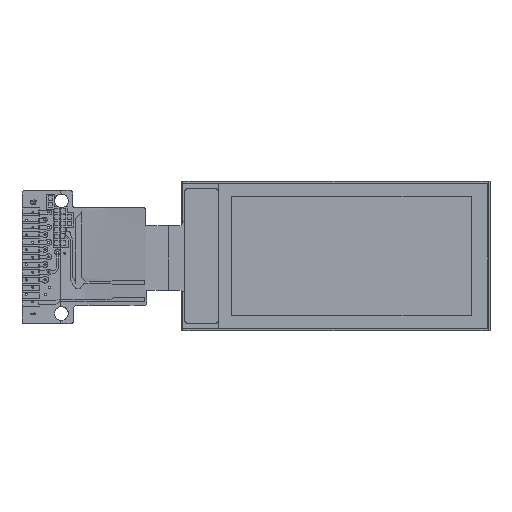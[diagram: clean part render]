
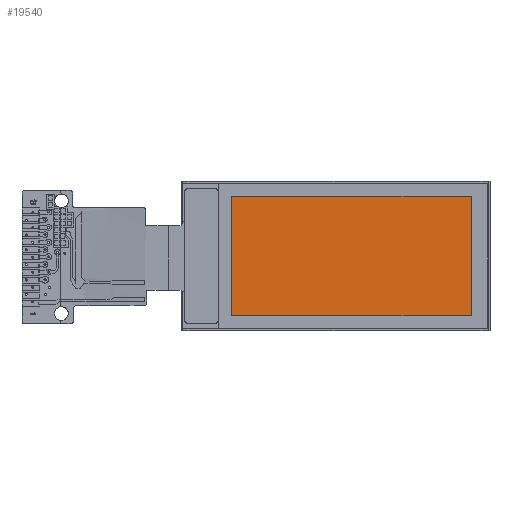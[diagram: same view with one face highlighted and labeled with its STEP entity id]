
A CAD part, top view. The second image highlights one B-rep face of the part: STEP entity #19540.
In plain terms, the highlighted planar face has unit normal (0, 0, 1).
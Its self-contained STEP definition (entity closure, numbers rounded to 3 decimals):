
#611=PLANE('',#20529);
#1555=LINE('',#28751,#2761);
#1557=LINE('',#28755,#2763);
#1559=LINE('',#28759,#2765);
#1561=LINE('',#28763,#2767);
#2761=VECTOR('',#22518,1000.);
#2763=VECTOR('',#22522,1000.);
#2765=VECTOR('',#22526,1000.);
#2767=VECTOR('',#22530,1000.);
#5258=ORIENTED_EDGE('',*,*,#8558,.F.);
#5259=ORIENTED_EDGE('',*,*,#8564,.F.);
#5260=ORIENTED_EDGE('',*,*,#8562,.F.);
#5261=ORIENTED_EDGE('',*,*,#8560,.F.);
#8558=EDGE_CURVE('',#10320,#10321,#1555,.T.);
#8560=EDGE_CURVE('',#10321,#10322,#1557,.T.);
#8562=EDGE_CURVE('',#10322,#10323,#1559,.T.);
#8564=EDGE_CURVE('',#10323,#10320,#1561,.T.);
#10320=VERTEX_POINT('',#28750);
#10321=VERTEX_POINT('',#28752);
#10322=VERTEX_POINT('',#28756);
#10323=VERTEX_POINT('',#28760);
#11901=EDGE_LOOP('',(#5258,#5259,#5260,#5261));
#12886=FACE_BOUND('',#11901,.T.);
#19540=ADVANCED_FACE('',(#12886),#611,.F.);
#20529=AXIS2_PLACEMENT_3D('',#28764,#22531,#22532);
#22518=DIRECTION('',(0.,1.,0.));
#22522=DIRECTION('',(1.,0.,0.));
#22526=DIRECTION('',(0.,-1.,0.));
#22530=DIRECTION('',(-1.,0.,0.));
#22531=DIRECTION('',(0.,0.,-1.));
#22532=DIRECTION('',(-1.,0.,0.));
#28750=CARTESIAN_POINT('',(-9.417,-5.4,1.092));
#28751=CARTESIAN_POINT('',(-9.417,-5.4,1.092));
#28752=CARTESIAN_POINT('',(-9.417,5.4,1.092));
#28755=CARTESIAN_POINT('',(-9.417,5.4,1.092));
#28756=CARTESIAN_POINT('',(12.283,5.4,1.092));
#28759=CARTESIAN_POINT('',(12.283,5.4,1.092));
#28760=CARTESIAN_POINT('',(12.283,-5.4,1.092));
#28763=CARTESIAN_POINT('',(12.283,-5.4,1.092));
#28764=CARTESIAN_POINT('',(0.,0.,1.092));
